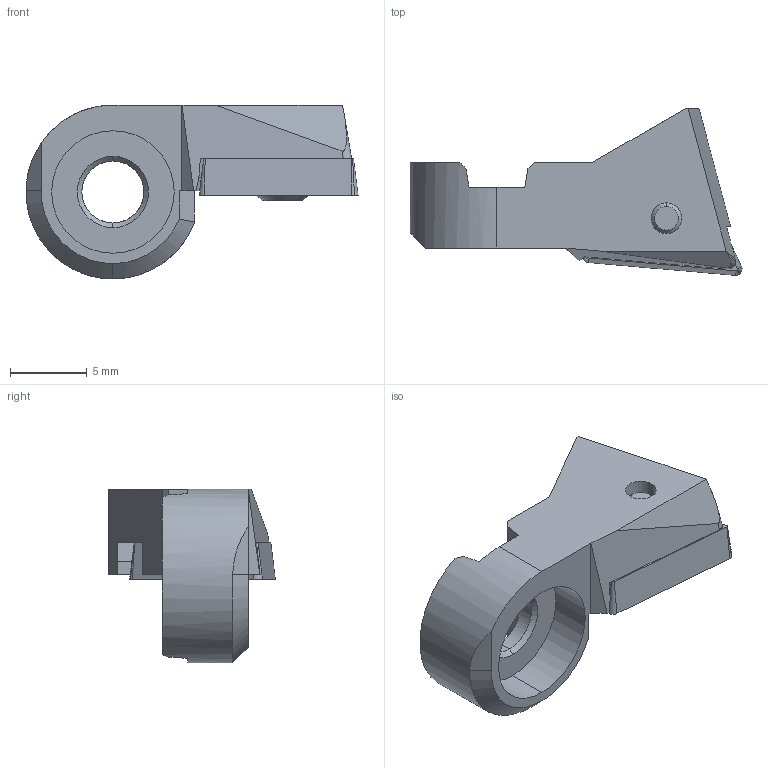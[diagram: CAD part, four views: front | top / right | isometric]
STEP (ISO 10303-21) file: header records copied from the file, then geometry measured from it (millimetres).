
FILE_DESCRIPTION(('no description'),'unknown implementation level');
FILE_NAME('D0C1319A-69D7-4185-9CA8-B11E777DC5FE_export.stp',' ',('CIMSOURCE GmbH'),('CADClick - KiM GmbH - www.kimweb.de'),'unknown preprocess','ACIS','unknown authorization');
FILE_SCHEMA(('automotive_design'));
Length unit declared in the file: millimetre
Products named in the file (3): 689.197 Kaiser ENH31 TC11 32-42_25�.SLDPRT|694.122 Kaiser ETL M2.5x6.5 T7 IP 10S_309.301;Kreismuster1; 689.197 Kaiser ENH31 TC11 32-42_25�.SLDPRT|655.383 Kaiser TCGT 110204 K10C;Kombinieren1; 689.197 Kaiser ENH31 TC11 32-42_25�.SLDPRT|689.197 Kaiser ENH31 TC11 32-42_25�_ohne WP ohne Beschriftung;Schnitt-Linear austragen3
Bounding box: 21.67 x 10.88 x 11.35 mm (x, y, z)
Volume: 767.8 mm3; surface area: 1011.5 mm2
Topology: 3 solids, 3 shells, 100 faces, 254 edges, 161 vertices
Faces by surface type: plane 38, cylinder 35, cone 23, torus 4
Entity records: 6127 total; most frequent: CARTESIAN_POINT 649, DIRECTION 580, STYLED_ITEM 518, PRESENTATION_STYLE_ASSIGNMENT 518, COLOUR_RGB 518, ORIENTED_EDGE 508, EDGE_CURVE 254, CURVE_STYLE 254
